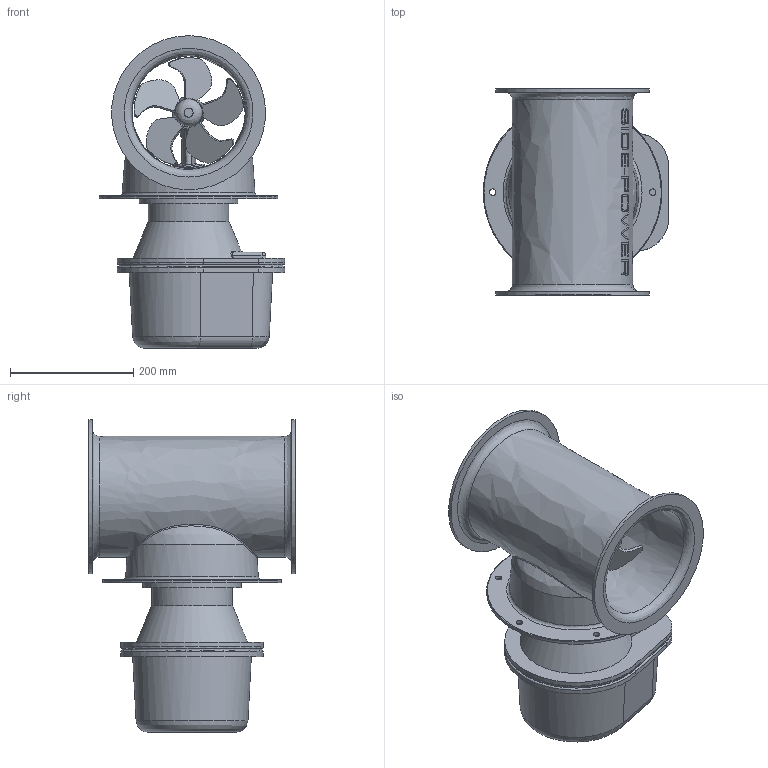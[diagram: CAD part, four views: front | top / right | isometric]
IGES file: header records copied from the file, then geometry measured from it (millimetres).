
Global section: file name: SE60_185 STERN IP; native system: Autodesk Inventor 2016; preprocessor: unknown; author: Elvira H.; date: 20160316.131242; units: millimetre
Bounding box: 301 x 335 x 507.6 mm (x, y, z)
Volume: 10222037.4 mm3; surface area: 994786.1 mm2
Topology: 3 solids, 3 shells, 695 faces, 1763 edges, 1113 vertices
Faces by surface type: bspline 695
